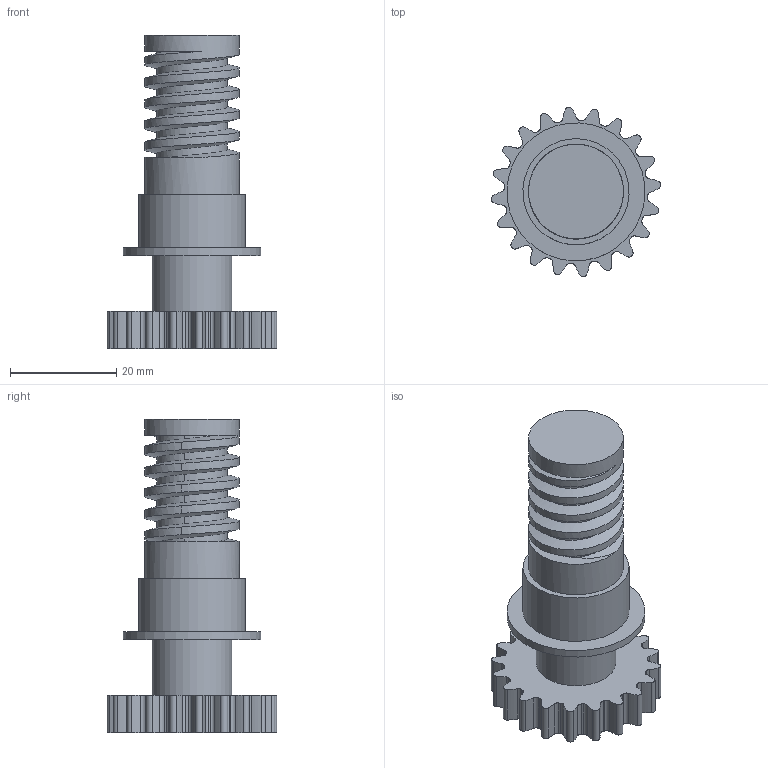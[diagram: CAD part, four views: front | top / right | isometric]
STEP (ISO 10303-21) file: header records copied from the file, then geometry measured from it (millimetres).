
FILE_DESCRIPTION(/* description */ (''),/* implementation_level */ '2;1');
FILE_NAME(/* name */ 'Wormgear.step',/* time_stamp */ '2024-09-26T14:33:32+02:00',/* author */ (''),/* organization */ (''),/* preprocessor_version */ 'ST-DEVELOPER v20',/* originating_system */ 'Autodesk Translation Framework v13.14.0.145',/* authorisation */ '');
FILE_SCHEMA (('AUTOMOTIVE_DESIGN { 1 0 10303 214 3 1 1 }'));
Length unit declared in the file: millimetre
Products named in the file (3): Samenstelling; Rotatieschijf; Component4
Assembly tree (2 placements, depth 3):
  Samenstelling
    Rotatieschijf
      Component4
Bounding box: 31.88 x 31.88 x 59 mm (x, y, z)
Volume: 15500.3 mm3; surface area: 7146.9 mm2
Topology: 1 solids, 1 shells, 148 faces, 423 edges, 282 vertices
Faces by surface type: cylinder 137, plane 9, bspline 2
Full cylindrical faces by diameter (mm): 13.287 x5, 15 x1, 17.85 x6, 19 x1, 20 x1, 26 x1
Entity records: 6359 total; most frequent: CARTESIAN_POINT 2214, DIRECTION 955, ORIENTED_EDGE 846, EDGE_CURVE 423, AXIS2_PLACEMENT_3D 409, VERTEX_POINT 282, CIRCLE 258, EDGE_LOOP 153
